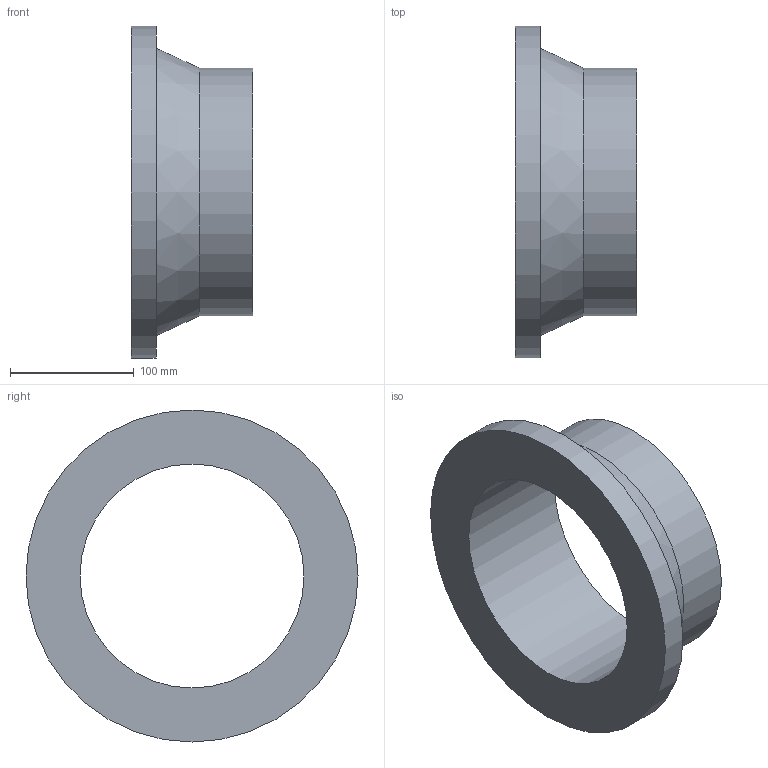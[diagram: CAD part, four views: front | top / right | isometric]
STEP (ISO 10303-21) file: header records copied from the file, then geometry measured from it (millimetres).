
FILE_DESCRIPTION( ( 'STEP AP203' ), '1' );
FILE_NAME( '30012020021(architecture400).stp', '2022-04-26T08:31:28', ( 'License CC BY-ND 4.0' ), ( 'CADENAS' ), ' ', 'PARTsolutions', ' ' );
FILE_SCHEMA( ( 'CONFIG_CONTROL_DESIGN' ) );
Length unit declared in the file: millimetre
Products named in the file (1): _30012020021(architecture400)
Bounding box: 98 x 268 x 268 mm (x, y, z)
Volume: 1247950.5 mm3; surface area: 176251.4 mm2
Topology: 1 solids, 1 shells, 7 faces, 11 edges, 7 vertices
Faces by surface type: cylinder 3, plane 3, cone 1
Full cylindrical faces by diameter (mm): 180.8 x1, 200 x1, 268 x1
Entity records: 192 total; most frequent: DIRECTION 30, CARTESIAN_POINT 22, AXIS2_PLACEMENT_3D 15, EDGE_LOOP 14, ORIENTED_EDGE 14, FACE_OUTER_BOUND 10, ADVANCED_FACE 7, EDGE_CURVE 7
